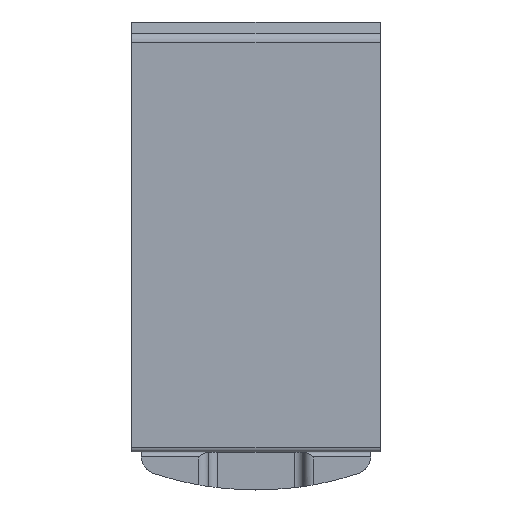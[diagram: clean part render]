
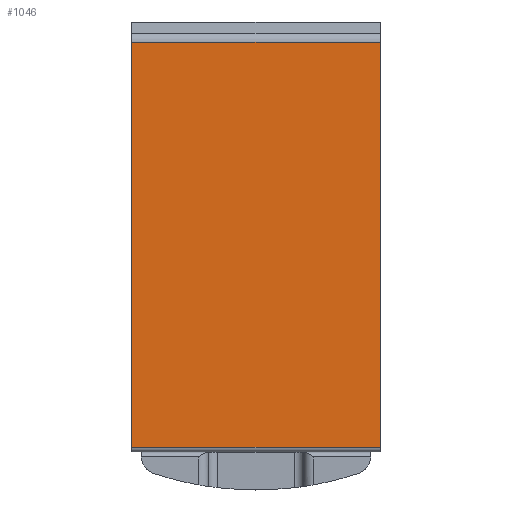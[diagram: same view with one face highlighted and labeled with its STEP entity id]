
A CAD part, front view. The second image highlights one B-rep face of the part: STEP entity #1046.
In plain terms, the highlighted planar face has unit normal (0, -1, 0).
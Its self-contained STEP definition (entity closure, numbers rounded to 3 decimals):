
#100=LINE('',#1711,#202);
#101=LINE('',#1715,#203);
#102=LINE('',#1717,#204);
#103=LINE('',#1719,#205);
#202=VECTOR('',#1342,1000.);
#203=VECTOR('',#1347,1000.);
#204=VECTOR('',#1348,1000.);
#205=VECTOR('',#1349,1000.);
#364=ORIENTED_EDGE('',*,*,#643,.T.);
#365=ORIENTED_EDGE('',*,*,#644,.F.);
#366=ORIENTED_EDGE('',*,*,#645,.F.);
#367=ORIENTED_EDGE('',*,*,#641,.T.);
#641=EDGE_CURVE('',#776,#775,#100,.T.);
#643=EDGE_CURVE('',#775,#777,#101,.T.);
#644=EDGE_CURVE('',#778,#777,#102,.T.);
#645=EDGE_CURVE('',#776,#778,#103,.T.);
#775=VERTEX_POINT('',#1710);
#776=VERTEX_POINT('',#1712);
#777=VERTEX_POINT('',#1716);
#778=VERTEX_POINT('',#1718);
#870=EDGE_LOOP('',(#364,#365,#366,#367));
#938=FACE_BOUND('',#870,.T.);
#998=PLANE('',#1145);
#1046=ADVANCED_FACE('',(#938),#998,.F.);
#1145=AXIS2_PLACEMENT_3D('',#1714,#1345,#1346);
#1342=DIRECTION('',(-1.,0.,0.));
#1345=DIRECTION('',(0.,1.,0.));
#1346=DIRECTION('',(0.,0.,1.));
#1347=DIRECTION('',(0.,0.,-1.));
#1348=DIRECTION('',(-1.,0.,0.));
#1349=DIRECTION('',(0.,0.,-1.));
#1710=CARTESIAN_POINT('',(-13.,0.,42.882));
#1711=CARTESIAN_POINT('',(13.,0.,42.882));
#1712=CARTESIAN_POINT('',(13.,0.,42.882));
#1714=CARTESIAN_POINT('',(13.,0.,42.882));
#1715=CARTESIAN_POINT('',(-13.,0.,42.882));
#1716=CARTESIAN_POINT('',(-13.,0.,0.5));
#1717=CARTESIAN_POINT('',(13.,0.,0.5));
#1718=CARTESIAN_POINT('',(13.,0.,0.5));
#1719=CARTESIAN_POINT('',(13.,0.,42.882));
